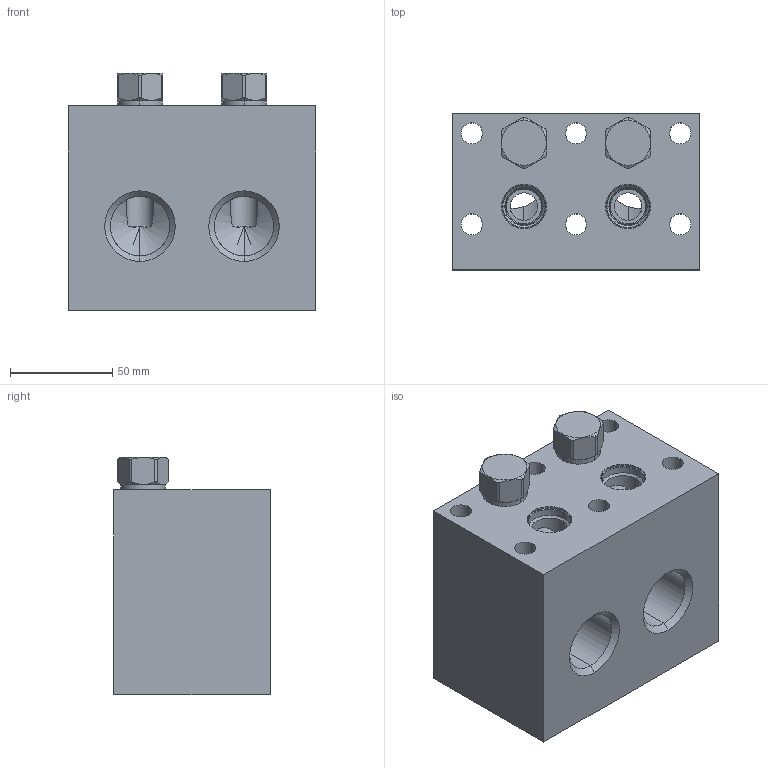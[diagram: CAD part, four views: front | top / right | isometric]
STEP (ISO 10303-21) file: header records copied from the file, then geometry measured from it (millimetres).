
FILE_DESCRIPTION((''),'2;1');
FILE_NAME('Z8L_ASM','2022-08-31T',('ProEService'),(''),'PRO/ENGINEER BY PARAMETRIC TECHNOLOGY CORPORATION, 2014200','PRO/ENGINEER BY PARAMETRIC TECHNOLOGY CORPORATION, 2014200','');
FILE_SCHEMA(('CONFIG_CONTROL_DESIGN'));
Length unit declared in the file: inch
Products named in the file (3): 151-809-002; CXCDXAN; Z8L_ASM
Assembly tree (3 placements, depth 2):
  Z8L_ASM
    151-809-002
    CXCDXAN  x2
Bounding box: 120.65 x 76.2 x 115.9 mm (x, y, z)
Volume: 693080.8 mm3; surface area: 115905.7 mm2
Topology: 5 solids, 7 shells, 788 faces, 2407 edges, 1779 vertices
Faces by surface type: cylinder 336, plane 168, cone 160, torus 76, bspline 36, revolution 12
Entity records: 20229 total; most frequent: CARTESIAN_POINT 7164, DIRECTION 2678, ORIENTED_EDGE 2444, EDGE_CURVE 1222, AXIS2_PLACEMENT_3D 989, VERTEX_POINT 780, VECTOR 694, LINE 694
